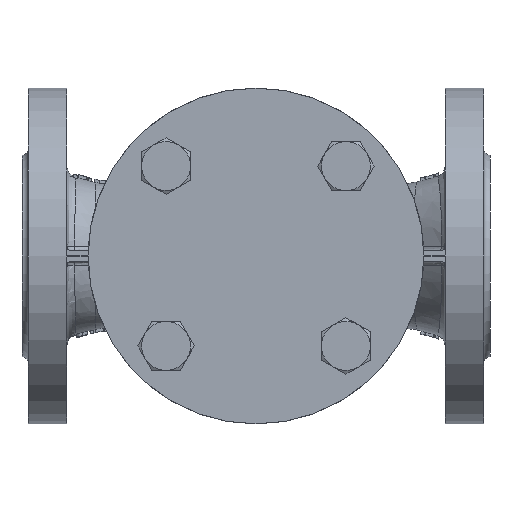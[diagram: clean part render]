
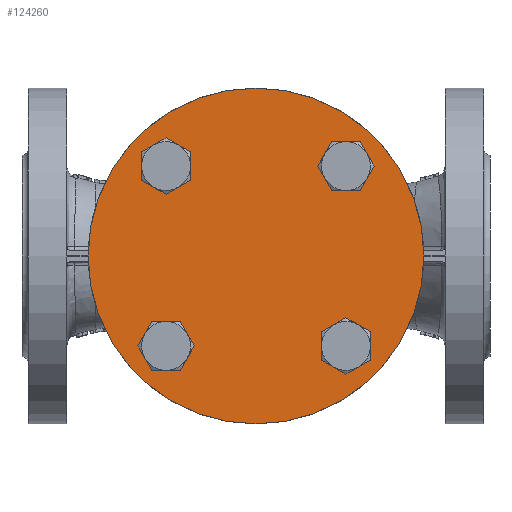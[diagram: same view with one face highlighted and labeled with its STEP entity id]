
A CAD part, front view. The second image highlights one B-rep face of the part: STEP entity #124260.
In plain terms, the highlighted planar face has unit normal (0, -1, 0).
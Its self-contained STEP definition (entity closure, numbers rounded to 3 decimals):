
#17050 = ORIENTED_EDGE ( 'NONE', *, *, #57567, .T. ) ;
#17051 = ORIENTED_EDGE ( 'NONE', *, *, #80342, .T. ) ;
#17052 = ORIENTED_EDGE ( 'NONE', *, *, #57568, .T. ) ;
#17053 = ORIENTED_EDGE ( 'NONE', *, *, #80405, .T. ) ;
#17054 = ORIENTED_EDGE ( 'NONE', *, *, #57569, .T. ) ;
#17055 = ORIENTED_EDGE ( 'NONE', *, *, #80410, .T. ) ;
#17056 = ORIENTED_EDGE ( 'NONE', *, *, #57570, .T. ) ;
#17057 = ORIENTED_EDGE ( 'NONE', *, *, #80393, .T. ) ;
#17058 = ORIENTED_EDGE ( 'NONE', *, *, #57552, .F. ) ;
#17059 = ORIENTED_EDGE ( 'NONE', *, *, #92321, .F. ) ;
#24736 = CARTESIAN_POINT ( 'NONE',  ( 0., -120.26, 0. ) ) ;
#24738 = DIRECTION ( 'NONE',  ( 0., 1., 0. ) ) ;
#24740 = DIRECTION ( 'NONE',  ( 0., 0., 1. ) ) ;
#24856 = CARTESIAN_POINT ( 'NONE',  ( 44.326, -120.26, 44.327 ) ) ;
#24858 = DIRECTION ( 'NONE',  ( 0., 1., 0. ) ) ;
#24860 = DIRECTION ( 'NONE',  ( 0., 0., -1. ) ) ;
#24864 = CARTESIAN_POINT ( 'NONE',  ( -44.327, -120.26, 44.327 ) ) ;
#24866 = DIRECTION ( 'NONE',  ( 0., 1., 0. ) ) ;
#24868 = DIRECTION ( 'NONE',  ( 1., 0., 0. ) ) ;
#24872 = CARTESIAN_POINT ( 'NONE',  ( -44.327, -120.26, -44.327 ) ) ;
#24874 = DIRECTION ( 'NONE',  ( 0., 1., 0. ) ) ;
#24876 = DIRECTION ( 'NONE',  ( 0., 0., 1. ) ) ;
#24880 = CARTESIAN_POINT ( 'NONE',  ( 44.326, -120.26, -44.327 ) ) ;
#24882 = DIRECTION ( 'NONE',  ( 0., 1., 0. ) ) ;
#24884 = DIRECTION ( 'NONE',  ( -1., 0., 0. ) ) ;
#28243 = VERTEX_POINT ( 'NONE', #77565 ) ;
#28276 = VERTEX_POINT ( 'NONE', #77725 ) ;
#28293 = VERTEX_POINT ( 'NONE', #77794 ) ;
#28295 = VERTEX_POINT ( 'NONE', #77802 ) ;
#28299 = VERTEX_POINT ( 'NONE', #77818 ) ;
#28301 = VERTEX_POINT ( 'NONE', #77826 ) ;
#28305 = VERTEX_POINT ( 'NONE', #77842 ) ;
#28307 = VERTEX_POINT ( 'NONE', #77850 ) ;
#28847 = CARTESIAN_POINT ( 'NONE',  ( -44.327, -120.26, 44.327 ) ) ;
#28848 = DIRECTION ( 'NONE',  ( 0., 1., 0. ) ) ;
#28849 = DIRECTION ( 'NONE',  ( 1., 0., 0. ) ) ;
#28860 = CARTESIAN_POINT ( 'NONE',  ( -44.327, -120.26, -44.327 ) ) ;
#28861 = DIRECTION ( 'NONE',  ( 0., 1., 0. ) ) ;
#28862 = DIRECTION ( 'NONE',  ( 0., 0., 1. ) ) ;
#34283 = EDGE_LOOP ( 'NONE', ( #17052, #17053 ) ) ;
#34303 = EDGE_LOOP ( 'NONE', ( #17054, #17055 ) ) ;
#34307 = EDGE_LOOP ( 'NONE', ( #17050, #17051 ) ) ;
#34315 = EDGE_LOOP ( 'NONE', ( #17056, #17057 ) ) ;
#34317 = EDGE_LOOP ( 'NONE', ( #17058, #17059 ) ) ;
#47341 = CARTESIAN_POINT ( 'NONE',  ( 44.326, -120.26, 56.363 ) ) ;
#47827 = CARTESIAN_POINT ( 'NONE',  ( 0., -120.26, 82.748 ) ) ;
#48826 = CARTESIAN_POINT ( 'NONE',  ( 44.326, -120.26, 44.327 ) ) ;
#48828 = DIRECTION ( 'NONE',  ( 0., 1., 0. ) ) ;
#48830 = DIRECTION ( 'NONE',  ( 0., 0., -1. ) ) ;
#49210 = CARTESIAN_POINT ( 'NONE',  ( 44.326, -120.26, -44.327 ) ) ;
#49212 = DIRECTION ( 'NONE',  ( 0., 1., 0. ) ) ;
#49214 = DIRECTION ( 'NONE',  ( -1., 0., 0. ) ) ;
#52378 = AXIS2_PLACEMENT_3D ( 'NONE', #24880, #24882, #24884 ) ;
#52382 = AXIS2_PLACEMENT_3D ( 'NONE', #24872, #24874, #24876 ) ;
#52387 = AXIS2_PLACEMENT_3D ( 'NONE', #24864, #24866, #24868 ) ;
#52389 = CIRCLE ( 'NONE', #52378, 12.036 ) ;
#52391 = AXIS2_PLACEMENT_3D ( 'NONE', #24856, #24858, #24860 ) ;
#52393 = CIRCLE ( 'NONE', #52382, 12.036 ) ;
#52397 = CIRCLE ( 'NONE', #52387, 12.036 ) ;
#52402 = CIRCLE ( 'NONE', #52391, 12.036 ) ;
#52475 = CIRCLE ( 'NONE', #52497, 82.748 ) ;
#52497 = AXIS2_PLACEMENT_3D ( 'NONE', #24736, #24738, #24740 ) ;
#57552 = EDGE_CURVE ( 'NONE', #28276, #79257, #52475, .T. ) ;
#57567 = EDGE_CURVE ( 'NONE', #78708, #28243, #52402, .T. ) ;
#57568 = EDGE_CURVE ( 'NONE', #28295, #28293, #52397, .T. ) ;
#57569 = EDGE_CURVE ( 'NONE', #28301, #28299, #52393, .T. ) ;
#57570 = EDGE_CURVE ( 'NONE', #28307, #28305, #52389, .T. ) ;
#70066 = PLANE ( 'NONE',  #98303 ) ;
#70077 = FACE_OUTER_BOUND ( 'NONE', #34317, .T. ) ;
#70079 = FACE_BOUND ( 'NONE', #34307, .T. ) ;
#70082 = FACE_BOUND ( 'NONE', #34283, .T. ) ;
#70084 = CARTESIAN_POINT ( 'NONE',  ( 0., -120.26, 0. ) ) ;
#70086 = FACE_BOUND ( 'NONE', #34303, .T. ) ;
#70089 = FACE_BOUND ( 'NONE', #34315, .T. ) ;
#70092 = DIRECTION ( 'NONE',  ( 0., 1., 0. ) ) ;
#70094 = DIRECTION ( 'NONE',  ( 0., 0., 1. ) ) ;
#75685 = AXIS2_PLACEMENT_3D ( 'NONE', #28847, #28848, #28849 ) ;
#75707 = CIRCLE ( 'NONE', #75685, 12.036 ) ;
#75726 = AXIS2_PLACEMENT_3D ( 'NONE', #49210, #49212, #49214 ) ;
#75730 = CIRCLE ( 'NONE', #75726, 12.036 ) ;
#75869 = CIRCLE ( 'NONE', #75880, 12.036 ) ;
#75880 = AXIS2_PLACEMENT_3D ( 'NONE', #28860, #28861, #28862 ) ;
#75906 = AXIS2_PLACEMENT_3D ( 'NONE', #48826, #48828, #48830 ) ;
#75910 = CIRCLE ( 'NONE', #75906, 12.036 ) ;
#77565 = CARTESIAN_POINT ( 'NONE',  ( 44.326, -120.26, 32.291 ) ) ;
#77725 = CARTESIAN_POINT ( 'NONE',  ( 0., -120.26, -82.747 ) ) ;
#77794 = CARTESIAN_POINT ( 'NONE',  ( -32.291, -120.26, 44.327 ) ) ;
#77802 = CARTESIAN_POINT ( 'NONE',  ( -56.363, -120.26, 44.327 ) ) ;
#77818 = CARTESIAN_POINT ( 'NONE',  ( -44.327, -120.26, -32.291 ) ) ;
#77826 = CARTESIAN_POINT ( 'NONE',  ( -44.327, -120.26, -56.363 ) ) ;
#77842 = CARTESIAN_POINT ( 'NONE',  ( 32.29, -120.26, -44.327 ) ) ;
#77850 = CARTESIAN_POINT ( 'NONE',  ( 56.362, -120.26, -44.327 ) ) ;
#78708 = VERTEX_POINT ( 'NONE', #47341 ) ;
#79257 = VERTEX_POINT ( 'NONE', #47827 ) ;
#80342 = EDGE_CURVE ( 'NONE', #28243, #78708, #75910, .T. ) ;
#80393 = EDGE_CURVE ( 'NONE', #28305, #28307, #75730, .T. ) ;
#80405 = EDGE_CURVE ( 'NONE', #28293, #28295, #75707, .T. ) ;
#80410 = EDGE_CURVE ( 'NONE', #28299, #28301, #75869, .T. ) ;
#92321 = EDGE_CURVE ( 'NONE', #79257, #28276, #108613, .T. ) ;
#95780 = CARTESIAN_POINT ( 'NONE',  ( 0., -120.26, 0. ) ) ;
#95782 = DIRECTION ( 'NONE',  ( 0., 1., 0. ) ) ;
#95784 = DIRECTION ( 'NONE',  ( 0., 0., 1. ) ) ;
#98303 = AXIS2_PLACEMENT_3D ( 'NONE', #70084, #70092, #70094 ) ;
#108608 = AXIS2_PLACEMENT_3D ( 'NONE', #95780, #95782, #95784 ) ;
#108613 = CIRCLE ( 'NONE', #108608, 82.748 ) ;
#124260 = ADVANCED_FACE ( 'NONE', ( #70079, #70082, #70086, #70089, #70077 ), #70066, .F. ) ;
